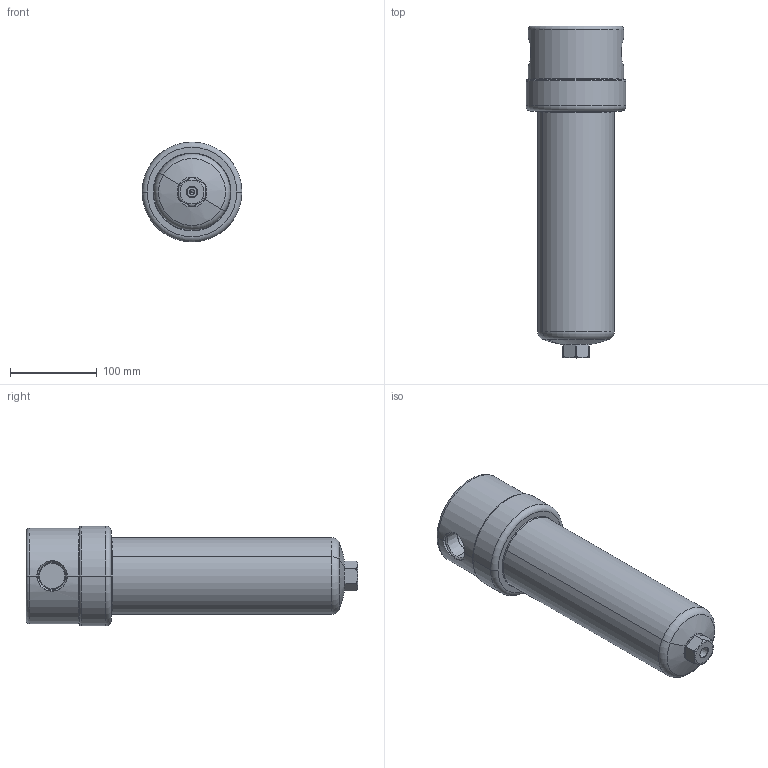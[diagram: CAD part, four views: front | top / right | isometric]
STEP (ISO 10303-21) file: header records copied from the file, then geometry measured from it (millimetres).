
FILE_DESCRIPTION (( 'STEP AP203' ), '1' );
FILE_NAME ('150SL 1NPT LAYOUT GA.STEP', '2025-04-14T11:10:18', ( '' ), ( '' ), 'SwSTEP 2.0', 'SolidWorks 2025', '' );
FILE_SCHEMA (( 'CONFIG_CONTROL_DESIGN' ));
Length unit declared in the file: millimetre
Products named in the file (3): 150 Bowl; 150SL Series Head_150 1 NPT; 150SL 1NPT LAYOUT GA
Assembly tree (2 placements, depth 2):
  150SL 1NPT LAYOUT GA
    150SL Series Head_150 1 NPT
    150 Bowl
Bounding box: 115 x 382 x 115 mm (x, y, z)
Volume: 1241219.4 mm3; surface area: 237013.4 mm2
Topology: 2 solids, 2 shells, 148 faces, 338 edges, 203 vertices
Faces by surface type: plane 46, cylinder 42, cone 32, torus 18, bspline 6, sphere 4
Entity records: 5268 total; most frequent: CARTESIAN_POINT 1592, DIRECTION 765, ORIENTED_EDGE 664, EDGE_CURVE 332, AXIS2_PLACEMENT_3D 312, VERTEX_POINT 203, EDGE_LOOP 167, CIRCLE 165
